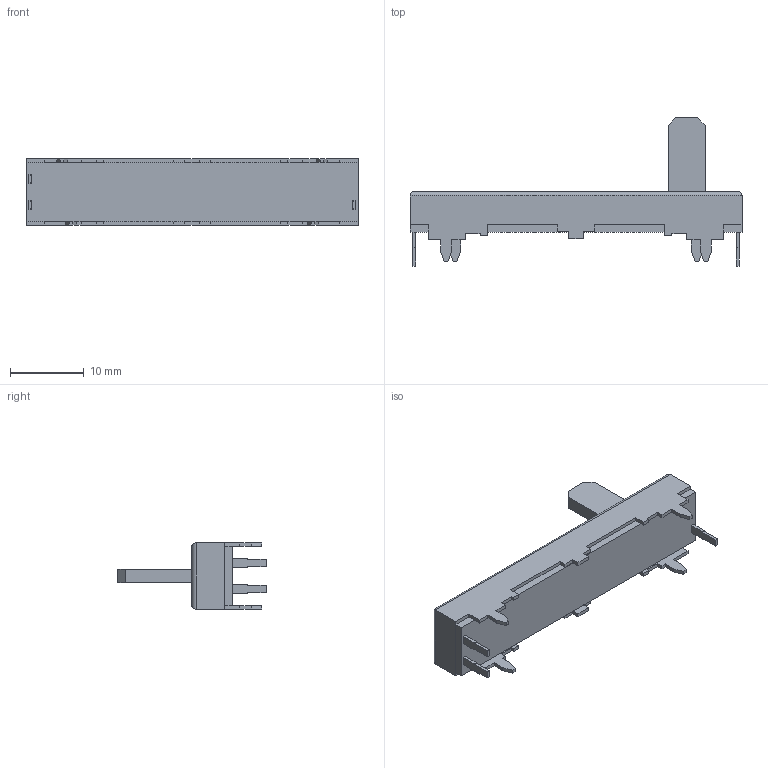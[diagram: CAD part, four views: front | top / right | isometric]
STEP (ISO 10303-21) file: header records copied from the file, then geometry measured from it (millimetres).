
FILE_DESCRIPTION((''),'2;1');
FILE_NAME('PS30-10PB10_ASM','2014-02-03T',('bmozley'),(''),'PRO/ENGINEER BY PARAMETRIC TECHNOLOGY CORPORATION, 2013410','PRO/ENGINEER BY PARAMETRIC TECHNOLOGY CORPORATION, 2013410','');
FILE_SCHEMA(('CONFIG_CONTROL_DESIGN'));
Length unit declared in the file: millimetre
Products named in the file (4): BM-517-4; BM-519-4; BM-520; PS30-10PB10_ASM
Assembly tree (3 placements, depth 2):
  PS30-10PB10_ASM
    BM-517-4
    BM-519-4
    BM-520
Bounding box: 45 x 20.1 x 9 mm (x, y, z)
Volume: 2205.9 mm3; surface area: 3256.2 mm2
Topology: 3 solids, 3 shells, 157 faces, 426 edges, 280 vertices
Faces by surface type: plane 141, cylinder 16
Entity records: 5020 total; most frequent: CARTESIAN_POINT 962, ORIENTED_EDGE 852, DIRECTION 750, EDGE_CURVE 426, VECTOR 406, LINE 406, VERTEX_POINT 280, AXIS2_PLACEMENT_3D 172
